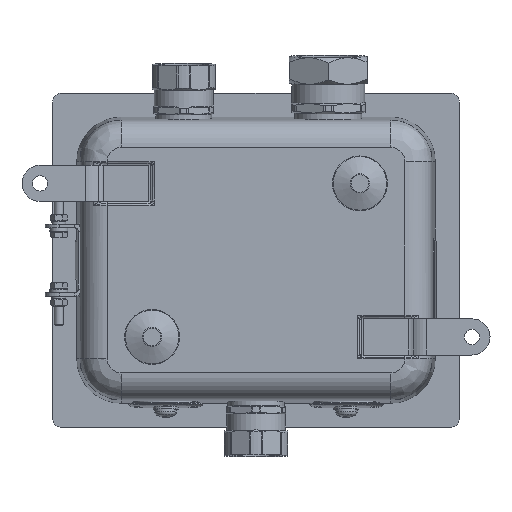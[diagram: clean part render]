
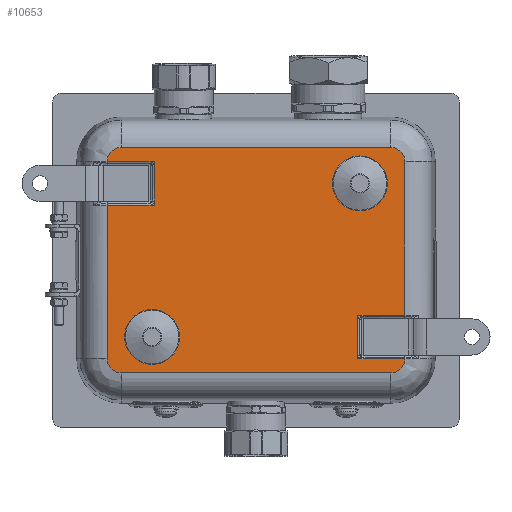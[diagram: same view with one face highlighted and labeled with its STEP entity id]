
A CAD part, front view. The second image highlights one B-rep face of the part: STEP entity #10653.
In plain terms, the highlighted planar face has unit normal (0, -1, 0).
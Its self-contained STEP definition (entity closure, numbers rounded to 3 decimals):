
#404=FACE_BOUND('',#3642,.T.);
#405=FACE_BOUND('',#3643,.T.);
#1142=LINE('',#17476,#1705);
#1164=LINE('',#17571,#1727);
#1165=LINE('',#17573,#1728);
#1166=LINE('',#17574,#1729);
#1167=LINE('',#17578,#1730);
#1168=LINE('',#17582,#1731);
#1169=LINE('',#17584,#1732);
#1170=LINE('',#17586,#1733);
#1171=LINE('',#17588,#1734);
#1172=LINE('',#17592,#1735);
#1705=VECTOR('',#13691,10.);
#1727=VECTOR('',#13809,10.);
#1728=VECTOR('',#13810,10.);
#1729=VECTOR('',#13811,10.);
#1730=VECTOR('',#13814,10.);
#1731=VECTOR('',#13817,10.);
#1732=VECTOR('',#13818,10.);
#1733=VECTOR('',#13819,10.);
#1734=VECTOR('',#13820,10.);
#1735=VECTOR('',#13823,10.);
#2988=FACE_OUTER_BOUND('',#3641,.T.);
#3641=EDGE_LOOP('',(#8684,#8685,#8686,#8687,#8688,#8689,#8690,#8691,#8692,
#8693,#8694,#8695,#8696,#8697));
#3642=EDGE_LOOP('',(#8698));
#3643=EDGE_LOOP('',(#8699));
#4225=CIRCLE('',#11602,15.194);
#4227=CIRCLE('',#11606,7.896);
#4228=CIRCLE('',#11607,7.896);
#4229=CIRCLE('',#11608,7.896);
#4230=CIRCLE('',#11609,7.896);
#4231=CIRCLE('',#11610,15.194);
#5008=VERTEX_POINT('',#17473);
#5009=VERTEX_POINT('',#17475);
#5031=VERTEX_POINT('',#17561);
#5033=VERTEX_POINT('',#17569);
#5034=VERTEX_POINT('',#17570);
#5035=VERTEX_POINT('',#17572);
#5036=VERTEX_POINT('',#17575);
#5037=VERTEX_POINT('',#17577);
#5038=VERTEX_POINT('',#17579);
#5039=VERTEX_POINT('',#17581);
#5040=VERTEX_POINT('',#17583);
#5041=VERTEX_POINT('',#17585);
#5042=VERTEX_POINT('',#17587);
#5043=VERTEX_POINT('',#17589);
#5044=VERTEX_POINT('',#17591);
#5045=VERTEX_POINT('',#17594);
#6285=EDGE_CURVE('',#5008,#5009,#1142,.T.);
#6328=EDGE_CURVE('',#5031,#5031,#4225,.T.);
#6331=EDGE_CURVE('',#5033,#5034,#1164,.T.);
#6332=EDGE_CURVE('',#5035,#5034,#1165,.T.);
#6333=EDGE_CURVE('',#5009,#5035,#1166,.T.);
#6334=EDGE_CURVE('',#5036,#5008,#4227,.T.);
#6335=EDGE_CURVE('',#5037,#5036,#1167,.T.);
#6336=EDGE_CURVE('',#5038,#5037,#4228,.T.);
#6337=EDGE_CURVE('',#5039,#5038,#1168,.T.);
#6338=EDGE_CURVE('',#5040,#5039,#1169,.T.);
#6339=EDGE_CURVE('',#5040,#5041,#1170,.T.);
#6340=EDGE_CURVE('',#5042,#5041,#1171,.T.);
#6341=EDGE_CURVE('',#5043,#5042,#4229,.T.);
#6342=EDGE_CURVE('',#5044,#5043,#1172,.T.);
#6343=EDGE_CURVE('',#5033,#5044,#4230,.T.);
#6344=EDGE_CURVE('',#5045,#5045,#4231,.T.);
#8684=ORIENTED_EDGE('',*,*,#6331,.T.);
#8685=ORIENTED_EDGE('',*,*,#6332,.F.);
#8686=ORIENTED_EDGE('',*,*,#6333,.F.);
#8687=ORIENTED_EDGE('',*,*,#6285,.F.);
#8688=ORIENTED_EDGE('',*,*,#6334,.F.);
#8689=ORIENTED_EDGE('',*,*,#6335,.F.);
#8690=ORIENTED_EDGE('',*,*,#6336,.F.);
#8691=ORIENTED_EDGE('',*,*,#6337,.F.);
#8692=ORIENTED_EDGE('',*,*,#6338,.F.);
#8693=ORIENTED_EDGE('',*,*,#6339,.T.);
#8694=ORIENTED_EDGE('',*,*,#6340,.F.);
#8695=ORIENTED_EDGE('',*,*,#6341,.F.);
#8696=ORIENTED_EDGE('',*,*,#6342,.F.);
#8697=ORIENTED_EDGE('',*,*,#6343,.F.);
#8698=ORIENTED_EDGE('',*,*,#6344,.F.);
#8699=ORIENTED_EDGE('',*,*,#6328,.F.);
#10240=PLANE('',#11605);
#10653=ADVANCED_FACE('',(#2988,#404,#405),#10240,.T.);
#11602=AXIS2_PLACEMENT_3D('',#17563,#13800,#13801);
#11605=AXIS2_PLACEMENT_3D('',#17568,#13807,#13808);
#11606=AXIS2_PLACEMENT_3D('',#17576,#13812,#13813);
#11607=AXIS2_PLACEMENT_3D('',#17580,#13815,#13816);
#11608=AXIS2_PLACEMENT_3D('',#17590,#13821,#13822);
#11609=AXIS2_PLACEMENT_3D('',#17593,#13824,#13825);
#11610=AXIS2_PLACEMENT_3D('',#17595,#13826,#13827);
#13691=DIRECTION('',(0.,0.,-1.));
#13800=DIRECTION('center_axis',(0.,-1.,0.));
#13801=DIRECTION('ref_axis',(1.,0.,0.));
#13807=DIRECTION('center_axis',(0.,-1.,0.));
#13808=DIRECTION('ref_axis',(-1.,0.,0.));
#13809=DIRECTION('',(-1.,0.,0.));
#13810=DIRECTION('',(0.,0.,-1.));
#13811=DIRECTION('',(-1.,0.,0.));
#13812=DIRECTION('center_axis',(0.,1.,0.));
#13813=DIRECTION('ref_axis',(0.707,0.,0.707));
#13814=DIRECTION('',(1.,0.,0.));
#13815=DIRECTION('center_axis',(0.,1.,0.));
#13816=DIRECTION('ref_axis',(-0.707,0.,0.707));
#13817=DIRECTION('',(-1.,0.,0.));
#13818=DIRECTION('',(0.,0.,1.));
#13819=DIRECTION('',(-1.,0.,0.));
#13820=DIRECTION('',(0.,0.,1.));
#13821=DIRECTION('center_axis',(0.,1.,0.));
#13822=DIRECTION('ref_axis',(-0.707,0.,-0.707));
#13823=DIRECTION('',(-1.,0.,0.));
#13824=DIRECTION('center_axis',(0.,1.,0.));
#13825=DIRECTION('ref_axis',(0.707,0.,-0.707));
#13826=DIRECTION('center_axis',(0.,-1.,0.));
#13827=DIRECTION('ref_axis',(1.,0.,0.));
#17473=CARTESIAN_POINT('',(82.396,4.,54.5));
#17475=CARTESIAN_POINT('',(82.396,4.,-30.5));
#17476=CARTESIAN_POINT('',(82.396,4.,27.25));
#17561=CARTESIAN_POINT('',(-72.69,4.,-42.5));
#17563=CARTESIAN_POINT('Origin',(-57.496,4.,-42.5));
#17568=CARTESIAN_POINT('Origin',(0.,4.,
0.));
#17569=CARTESIAN_POINT('',(82.396,4.,-54.5));
#17570=CARTESIAN_POINT('',(56.396,4.,-54.5));
#17571=CARTESIAN_POINT('',(28.698,4.,-54.5));
#17572=CARTESIAN_POINT('',(56.396,4.,-30.5));
#17573=CARTESIAN_POINT('',(56.396,4.,-15.75));
#17574=CARTESIAN_POINT('',(53.698,4.,-30.5));
#17575=CARTESIAN_POINT('',(74.5,4.,62.396));
#17576=CARTESIAN_POINT('Origin',(74.5,4.,54.5));
#17577=CARTESIAN_POINT('',(-74.5,4.,62.396));
#17578=CARTESIAN_POINT('',(-37.25,4.,62.396));
#17579=CARTESIAN_POINT('',(-82.396,4.,54.5));
#17580=CARTESIAN_POINT('Origin',(-74.5,4.,54.5));
#17581=CARTESIAN_POINT('',(-56.396,4.,54.5));
#17582=CARTESIAN_POINT('',(-28.698,4.,54.5));
#17583=CARTESIAN_POINT('',(-56.396,4.,30.5));
#17584=CARTESIAN_POINT('',(-56.396,4.,15.75));
#17585=CARTESIAN_POINT('',(-82.396,4.,30.5));
#17586=CARTESIAN_POINT('',(-53.698,4.,30.5));
#17587=CARTESIAN_POINT('',(-82.396,4.,-54.5));
#17588=CARTESIAN_POINT('',(-82.396,4.,-27.25));
#17589=CARTESIAN_POINT('',(-74.5,4.,-62.396));
#17590=CARTESIAN_POINT('Origin',(-74.5,4.,-54.5));
#17591=CARTESIAN_POINT('',(74.5,4.,-62.396));
#17592=CARTESIAN_POINT('',(37.25,4.,-62.396));
#17593=CARTESIAN_POINT('Origin',(74.5,4.,-54.5));
#17594=CARTESIAN_POINT('',(42.301,4.,42.5));
#17595=CARTESIAN_POINT('Origin',(57.496,4.,42.5));
